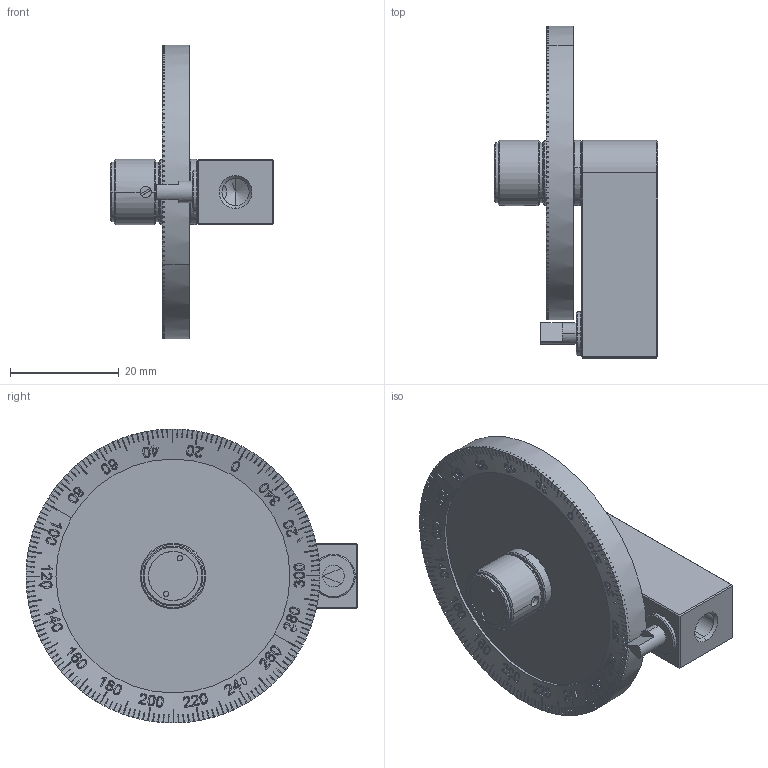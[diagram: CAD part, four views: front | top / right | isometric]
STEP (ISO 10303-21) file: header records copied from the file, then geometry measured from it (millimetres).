
FILE_DESCRIPTION (( 'STEP AP203' ), '1' );
FILE_NAME ('GCO-0703M.STEP', '2023-09-05T07:50:38', ( '' ), ( '' ), 'SwSTEP 2.0', 'SolidWorks 2018', '' );
FILE_SCHEMA (( 'CONFIG_CONTROL_DESIGN' ));
Length unit declared in the file: millimetre
Products named in the file (13): GCC-3030; GCO-07M-J0001A; GCO-07M-J0008A; GCO-07M-J0007A; slotted set screws with cone point gb_GB_FASTENER_SCREWS_NCB M2.5X3-N; GCO-07M-J0006A; GCO-07M-J0002A; GCO-0703M; GCO-07M-J0003A; slotted set screws with flat point gb_GB_FASTENER_SCREWS_NFB M4X4-N; GCO-07M-J0005A; GCO-07M-J0009A; GCO-07M-J0004A
Assembly tree (12 placements, depth 2):
  GCO-0703M
    GCO-07M-J0001A
    GCO-07M-J0002A
    GCO-07M-J0003A
    GCC-3030
    GCO-07M-J0004A
    GCO-07M-J0006A
    GCO-07M-J0007A
    GCO-07M-J0005A
    GCO-07M-J0009A
    GCO-07M-J0008A
    slotted set screws with flat point gb_GB_FASTENER_SCREWS_NFB M4X4-N
    slotted set screws with cone point gb_GB_FASTENER_SCREWS_NCB M2.5X3-N
Bounding box: 30 x 61 x 54 mm (x, y, z)
Volume: 13815.4 mm3; surface area: 14237.2 mm2
Topology: 12 solids, 12 shells, 1695 faces, 4627 edges, 3057 vertices
Faces by surface type: bspline 1129, cone 319, plane 143, cylinder 104
Entity records: 119973 total; most frequent: CARTESIAN_POINT 85482, ORIENTED_EDGE 9246, EDGE_CURVE 4623, B_SPLINE_CURVE_WITH_KNOTS 3546, VERTEX_POINT 3057, DIRECTION 2867, EDGE_LOOP 1820, ADVANCED_FACE 1695
